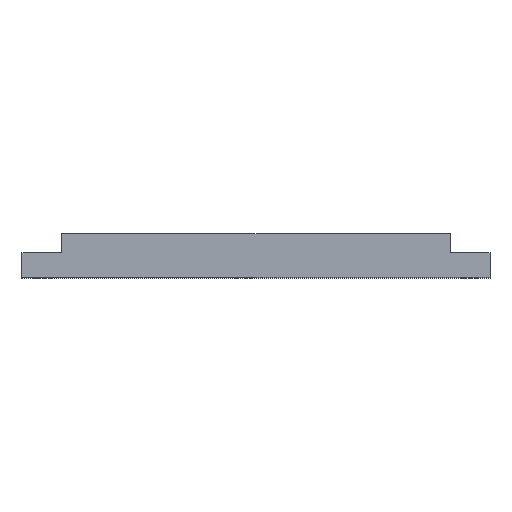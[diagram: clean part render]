
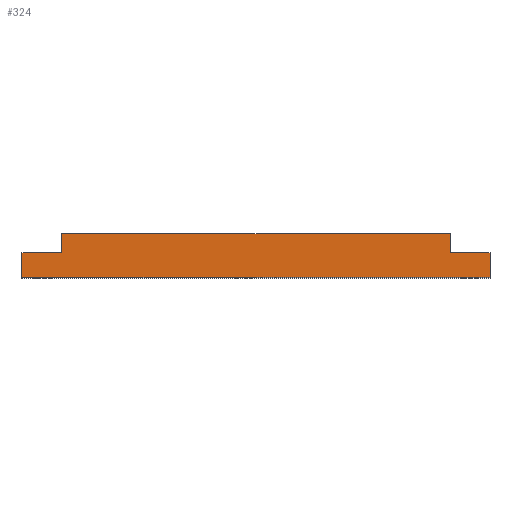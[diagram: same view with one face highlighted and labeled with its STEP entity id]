
A CAD part, top view. The second image highlights one B-rep face of the part: STEP entity #324.
In plain terms, the highlighted planar face has unit normal (0, 0, 1).
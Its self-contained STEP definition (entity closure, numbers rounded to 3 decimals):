
#5 = DIRECTION ( 'NONE',  ( 1., 0., 0. ) ) ;
#25 = LINE ( 'NONE', #54, #1439 ) ;
#48 = EDGE_CURVE ( 'NONE', #868, #205, #1355, .T. ) ;
#54 = CARTESIAN_POINT ( 'NONE',  ( 105.2, 6., 200. ) ) ;
#84 = EDGE_CURVE ( 'NONE', #771, #562, #1509, .T. ) ;
#122 = LINE ( 'NONE', #1239, #721 ) ;
#185 = DIRECTION ( 'NONE',  ( 0., 1., 0. ) ) ;
#193 = ORIENTED_EDGE ( 'NONE', *, *, #1478, .F. ) ;
#203 = FACE_OUTER_BOUND ( 'NONE', #271, .T. ) ;
#205 = VERTEX_POINT ( 'NONE', #1033 ) ;
#243 = AXIS2_PLACEMENT_3D ( 'NONE', #1052, #698, #846 ) ;
#258 = CARTESIAN_POINT ( 'NONE',  ( 115., 0., 200. ) ) ;
#271 = EDGE_LOOP ( 'NONE', ( #796, #193, #433, #1054, #755, #321, #862, #648 ) ) ;
#275 = LINE ( 'NONE', #1114, #317 ) ;
#276 = VERTEX_POINT ( 'NONE', #836 ) ;
#317 = VECTOR ( 'NONE', #5, 1000. ) ;
#321 = ORIENTED_EDGE ( 'NONE', *, *, #402, .T. ) ;
#324 = ADVANCED_FACE ( 'NONE', ( #203 ), #1444, .F. ) ;
#402 = EDGE_CURVE ( 'NONE', #276, #868, #1354, .T. ) ;
#416 = CARTESIAN_POINT ( 'NONE',  ( 0., 6., 200. ) ) ;
#418 = CARTESIAN_POINT ( 'NONE',  ( 9.8, 10.7, 200. ) ) ;
#427 = DIRECTION ( 'NONE',  ( 1., 0., 0. ) ) ;
#431 = DIRECTION ( 'NONE',  ( 0., 1., 0. ) ) ;
#433 = ORIENTED_EDGE ( 'NONE', *, *, #84, .F. ) ;
#474 = EDGE_CURVE ( 'NONE', #1561, #205, #25, .T. ) ;
#545 = EDGE_CURVE ( 'NONE', #276, #620, #1289, .T. ) ;
#562 = VERTEX_POINT ( 'NONE', #926 ) ;
#620 = VERTEX_POINT ( 'NONE', #416 ) ;
#639 = VECTOR ( 'NONE', #431, 1000. ) ;
#648 = ORIENTED_EDGE ( 'NONE', *, *, #474, .F. ) ;
#698 = DIRECTION ( 'NONE',  ( 0., 0., -1. ) ) ;
#708 = CARTESIAN_POINT ( 'NONE',  ( 9.8, 6., 200. ) ) ;
#721 = VECTOR ( 'NONE', #1484, 1000. ) ;
#750 = CARTESIAN_POINT ( 'NONE',  ( 115., 0., 200. ) ) ;
#755 = ORIENTED_EDGE ( 'NONE', *, *, #545, .F. ) ;
#759 = DIRECTION ( 'NONE',  ( 1., 0., 0. ) ) ;
#771 = VERTEX_POINT ( 'NONE', #708 ) ;
#795 = CARTESIAN_POINT ( 'NONE',  ( 105.2, 6., 200. ) ) ;
#796 = ORIENTED_EDGE ( 'NONE', *, *, #1252, .T. ) ;
#836 = CARTESIAN_POINT ( 'NONE',  ( 0., 0., 200. ) ) ;
#846 = DIRECTION ( 'NONE',  ( -1., 0., 0. ) ) ;
#857 = DIRECTION ( 'NONE',  ( 1., 0., 0. ) ) ;
#862 = ORIENTED_EDGE ( 'NONE', *, *, #48, .T. ) ;
#868 = VERTEX_POINT ( 'NONE', #258 ) ;
#920 = CARTESIAN_POINT ( 'NONE',  ( 9.8, 6., 200. ) ) ;
#926 = CARTESIAN_POINT ( 'NONE',  ( 9.8, 10.7, 200. ) ) ;
#931 = EDGE_CURVE ( 'NONE', #620, #771, #275, .T. ) ;
#1030 = LINE ( 'NONE', #418, #1251 ) ;
#1033 = CARTESIAN_POINT ( 'NONE',  ( 115., 6., 200. ) ) ;
#1052 = CARTESIAN_POINT ( 'NONE',  ( 0., 0., 200. ) ) ;
#1054 = ORIENTED_EDGE ( 'NONE', *, *, #931, .F. ) ;
#1061 = CARTESIAN_POINT ( 'NONE',  ( 105.2, 10.7, 200. ) ) ;
#1065 = VECTOR ( 'NONE', #1500, 1000. ) ;
#1114 = CARTESIAN_POINT ( 'NONE',  ( 0., 6., 200. ) ) ;
#1165 = VERTEX_POINT ( 'NONE', #1061 ) ;
#1195 = VECTOR ( 'NONE', #857, 1000. ) ;
#1239 = CARTESIAN_POINT ( 'NONE',  ( 105.2, 6., 200. ) ) ;
#1249 = VECTOR ( 'NONE', #185, 1000. ) ;
#1251 = VECTOR ( 'NONE', #427, 1000. ) ;
#1252 = EDGE_CURVE ( 'NONE', #1561, #1165, #122, .T. ) ;
#1289 = LINE ( 'NONE', #1380, #1249 ) ;
#1354 = LINE ( 'NONE', #1363, #1195 ) ;
#1355 = LINE ( 'NONE', #750, #1065 ) ;
#1363 = CARTESIAN_POINT ( 'NONE',  ( 0., 0., 200. ) ) ;
#1380 = CARTESIAN_POINT ( 'NONE',  ( 0., 0., 200. ) ) ;
#1439 = VECTOR ( 'NONE', #759, 1000. ) ;
#1444 = PLANE ( 'NONE',  #243 ) ;
#1478 = EDGE_CURVE ( 'NONE', #562, #1165, #1030, .T. ) ;
#1484 = DIRECTION ( 'NONE',  ( 0., 1., 0. ) ) ;
#1500 = DIRECTION ( 'NONE',  ( 0., 1., 0. ) ) ;
#1509 = LINE ( 'NONE', #920, #639 ) ;
#1561 = VERTEX_POINT ( 'NONE', #795 ) ;
